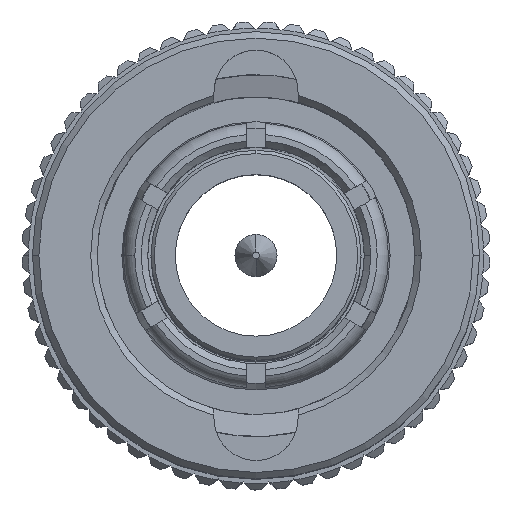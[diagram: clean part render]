
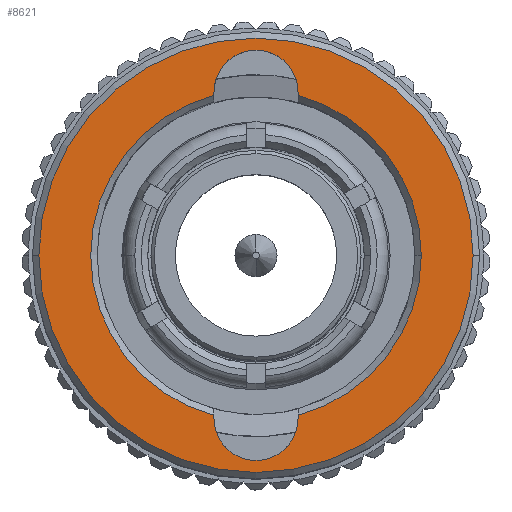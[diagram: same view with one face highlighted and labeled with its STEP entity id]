
A CAD part, top view. The second image highlights one B-rep face of the part: STEP entity #8621.
In plain terms, the highlighted planar face has unit normal (0, 0, 1).
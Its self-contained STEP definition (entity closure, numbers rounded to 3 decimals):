
#45 = CARTESIAN_POINT ( 'NONE',  ( 1.3, -5.05, 24.5 ) ) ;
#113 = ORIENTED_EDGE ( 'NONE', *, *, #16691, .T. ) ;
#219 = LINE ( 'NONE', #6548, #12202 ) ;
#220 = EDGE_CURVE ( 'NONE', #14432, #10845, #219, .T. ) ;
#230 = DIRECTION ( 'NONE',  ( 0., -1., 0. ) ) ;
#364 = CARTESIAN_POINT ( 'NONE',  ( 0., -5.05, 24.5 ) ) ;
#556 = EDGE_LOOP ( 'NONE', ( #9826, #11008 ) ) ;
#672 = AXIS2_PLACEMENT_3D ( 'NONE', #10388, #14299, #4427 ) ;
#723 = DIRECTION ( 'NONE',  ( 1., 0., 0. ) ) ;
#747 = AXIS2_PLACEMENT_3D ( 'NONE', #4728, #13910, #11533 ) ;
#783 = ORIENTED_EDGE ( 'NONE', *, *, #220, .F. ) ;
#1094 = CIRCLE ( 'NONE', #1900, 5.115 ) ;
#1289 = EDGE_CURVE ( 'NONE', #10845, #6713, #7306, .T. ) ;
#1514 = AXIS2_PLACEMENT_3D ( 'NONE', #16050, #7215, #723 ) ;
#1665 = CARTESIAN_POINT ( 'NONE',  ( 1.3, -4.947, 24.5 ) ) ;
#1842 = DIRECTION ( 'NONE',  ( 0., 1., 0. ) ) ;
#1846 = ORIENTED_EDGE ( 'NONE', *, *, #15473, .T. ) ;
#1900 = AXIS2_PLACEMENT_3D ( 'NONE', #5827, #16280, #8466 ) ;
#2086 = CARTESIAN_POINT ( 'NONE',  ( 1.3, 5.05, 24.5 ) ) ;
#2265 = VECTOR ( 'NONE', #8287, 1000. ) ;
#2476 = VECTOR ( 'NONE', #1842, 1000. ) ;
#2616 = CARTESIAN_POINT ( 'NONE',  ( -1.3, 5.05, 24.5 ) ) ;
#3082 = AXIS2_PLACEMENT_3D ( 'NONE', #12388, #6001, #9757 ) ;
#3397 = AXIS2_PLACEMENT_3D ( 'NONE', #9830, #3591, #4807 ) ;
#3476 = AXIS2_PLACEMENT_3D ( 'NONE', #364, #16028, #6774 ) ;
#3492 = EDGE_CURVE ( 'NONE', #15143, #13309, #1094, .T. ) ;
#3591 = DIRECTION ( 'NONE',  ( 0., 0., 1. ) ) ;
#3962 = CARTESIAN_POINT ( 'NONE',  ( 5.115, 0., 24.5 ) ) ;
#4234 = ORIENTED_EDGE ( 'NONE', *, *, #1289, .F. ) ;
#4288 = CARTESIAN_POINT ( 'NONE',  ( -1.3, -4.947, 24.5 ) ) ;
#4427 = DIRECTION ( 'NONE',  ( 1., 0., 0. ) ) ;
#4552 = VERTEX_POINT ( 'NONE', #13593 ) ;
#4728 = CARTESIAN_POINT ( 'NONE',  ( 0., 0., 24.5 ) ) ;
#4794 = CARTESIAN_POINT ( 'NONE',  ( 0., 0., 24.5 ) ) ;
#4807 = DIRECTION ( 'NONE',  ( 1., 0., 0. ) ) ;
#4964 = CARTESIAN_POINT ( 'NONE',  ( 1.3, 4.947, 24.5 ) ) ;
#5279 = LINE ( 'NONE', #2616, #7274 ) ;
#5606 = DIRECTION ( 'NONE',  ( 0., -1., 0. ) ) ;
#5827 = CARTESIAN_POINT ( 'NONE',  ( 0., 0., 24.5 ) ) ;
#5994 = FACE_BOUND ( 'NONE', #13366, .T. ) ;
#6001 = DIRECTION ( 'NONE',  ( 0., 0., -1. ) ) ;
#6114 = VERTEX_POINT ( 'NONE', #4964 ) ;
#6548 = CARTESIAN_POINT ( 'NONE',  ( -1.3, 5.05, 24.5 ) ) ;
#6611 = AXIS2_PLACEMENT_3D ( 'NONE', #4794, #7516, #15426 ) ;
#6713 = VERTEX_POINT ( 'NONE', #45 ) ;
#6774 = DIRECTION ( 'NONE',  ( 1., 0., 0. ) ) ;
#6905 = CIRCLE ( 'NONE', #3082, 5.115 ) ;
#6947 = CIRCLE ( 'NONE', #672, 5.115 ) ;
#7188 = ORIENTED_EDGE ( 'NONE', *, *, #11814, .F. ) ;
#7215 = DIRECTION ( 'NONE',  ( 0., 0., 1. ) ) ;
#7274 = VECTOR ( 'NONE', #230, 1000. ) ;
#7306 = CIRCLE ( 'NONE', #3476, 1.3 ) ;
#7516 = DIRECTION ( 'NONE',  ( 0., 0., 1. ) ) ;
#7642 = ORIENTED_EDGE ( 'NONE', *, *, #14416, .F. ) ;
#7836 = CARTESIAN_POINT ( 'NONE',  ( 6.72, 0., 24.5 ) ) ;
#8287 = DIRECTION ( 'NONE',  ( 0., 1., 0. ) ) ;
#8466 = DIRECTION ( 'NONE',  ( 1., 0., 0. ) ) ;
#8551 = FACE_OUTER_BOUND ( 'NONE', #556, .T. ) ;
#8621 = ADVANCED_FACE ( 'NONE', ( #5994, #8551 ), #13894, .T. ) ;
#8763 = CIRCLE ( 'NONE', #6611, 6.72 ) ;
#9107 = EDGE_CURVE ( 'NONE', #12002, #9366, #9682, .T. ) ;
#9366 = VERTEX_POINT ( 'NONE', #10833 ) ;
#9655 = CARTESIAN_POINT ( 'NONE',  ( 1.3, 5.05, 24.5 ) ) ;
#9682 = CIRCLE ( 'NONE', #1514, 1.3 ) ;
#9757 = DIRECTION ( 'NONE',  ( 1., 0., 0. ) ) ;
#9826 = ORIENTED_EDGE ( 'NONE', *, *, #11187, .T. ) ;
#9830 = CARTESIAN_POINT ( 'NONE',  ( 0., 4.915, 24.5 ) ) ;
#9997 = VERTEX_POINT ( 'NONE', #10167 ) ;
#10014 = CIRCLE ( 'NONE', #747, 6.72 ) ;
#10167 = CARTESIAN_POINT ( 'NONE',  ( -6.72, 0., 24.5 ) ) ;
#10388 = CARTESIAN_POINT ( 'NONE',  ( 0., 0., 24.5 ) ) ;
#10403 = VERTEX_POINT ( 'NONE', #7836 ) ;
#10438 = EDGE_CURVE ( 'NONE', #9366, #4552, #5279, .T. ) ;
#10833 = CARTESIAN_POINT ( 'NONE',  ( -1.3, 5.05, 24.5 ) ) ;
#10845 = VERTEX_POINT ( 'NONE', #14433 ) ;
#11008 = ORIENTED_EDGE ( 'NONE', *, *, #12746, .T. ) ;
#11135 = ORIENTED_EDGE ( 'NONE', *, *, #3492, .T. ) ;
#11187 = EDGE_CURVE ( 'NONE', #9997, #10403, #10014, .T. ) ;
#11533 = DIRECTION ( 'NONE',  ( 1., 0., 0. ) ) ;
#11814 = EDGE_CURVE ( 'NONE', #6114, #12002, #16235, .T. ) ;
#12002 = VERTEX_POINT ( 'NONE', #2086 ) ;
#12202 = VECTOR ( 'NONE', #5606, 1000. ) ;
#12388 = CARTESIAN_POINT ( 'NONE',  ( 0., 0., 24.5 ) ) ;
#12746 = EDGE_CURVE ( 'NONE', #10403, #9997, #8763, .T. ) ;
#13309 = VERTEX_POINT ( 'NONE', #1665 ) ;
#13366 = EDGE_LOOP ( 'NONE', ( #783, #113, #15989, #16781, #7188, #1846, #11135, #7642, #4234 ) ) ;
#13593 = CARTESIAN_POINT ( 'NONE',  ( -1.3, 4.947, 24.5 ) ) ;
#13719 = LINE ( 'NONE', #9655, #2265 ) ;
#13894 = PLANE ( 'NONE',  #3397 ) ;
#13910 = DIRECTION ( 'NONE',  ( 0., 0., 1. ) ) ;
#14299 = DIRECTION ( 'NONE',  ( 0., 0., -1. ) ) ;
#14416 = EDGE_CURVE ( 'NONE', #6713, #13309, #13719, .T. ) ;
#14432 = VERTEX_POINT ( 'NONE', #4288 ) ;
#14433 = CARTESIAN_POINT ( 'NONE',  ( -1.3, -5.05, 24.5 ) ) ;
#14878 = CARTESIAN_POINT ( 'NONE',  ( 1.3, 5.05, 24.5 ) ) ;
#15143 = VERTEX_POINT ( 'NONE', #3962 ) ;
#15426 = DIRECTION ( 'NONE',  ( 1., 0., 0. ) ) ;
#15473 = EDGE_CURVE ( 'NONE', #6114, #15143, #6905, .T. ) ;
#15989 = ORIENTED_EDGE ( 'NONE', *, *, #10438, .F. ) ;
#16028 = DIRECTION ( 'NONE',  ( 0., 0., 1. ) ) ;
#16050 = CARTESIAN_POINT ( 'NONE',  ( 0., 5.05, 24.5 ) ) ;
#16235 = LINE ( 'NONE', #14878, #2476 ) ;
#16280 = DIRECTION ( 'NONE',  ( 0., 0., -1. ) ) ;
#16691 = EDGE_CURVE ( 'NONE', #14432, #4552, #6947, .T. ) ;
#16781 = ORIENTED_EDGE ( 'NONE', *, *, #9107, .F. ) ;
